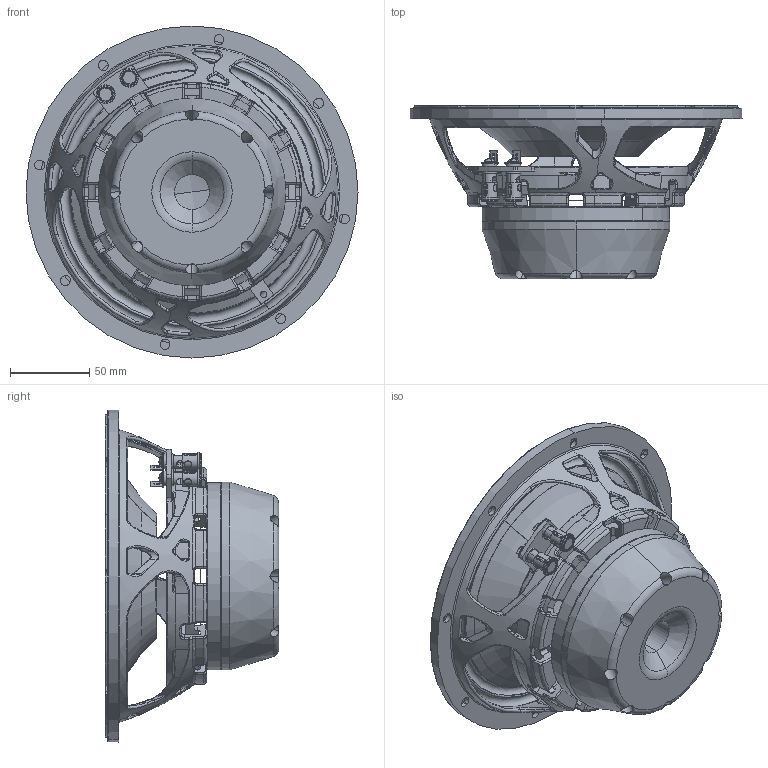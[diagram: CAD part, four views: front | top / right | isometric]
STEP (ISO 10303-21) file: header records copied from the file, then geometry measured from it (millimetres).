
FILE_DESCRIPTION (( 'STEP AP203' ), '1' );
FILE_NAME ('263-81NPMX8-Redcatt.STEP', '2023-04-13T03:02:40', ( '微软用户' ), ( '微软中国' ), 'SwSTEP 2.0', 'SolidWorks 2020', '' );
FILE_SCHEMA (( 'CONFIG_CONTROL_DESIGN' ));
Length unit declared in the file: millimetre
Products named in the file (1): 263-81NPMX8-Redcatt
Bounding box: 210 x 109.67 x 210 mm (x, y, z)
Surface area: 225538.3 mm2 (no closed solid volume)
Topology: 0 solids, 28 shells, 963 faces, 3264 edges, 2182 vertices
Faces by surface type: bspline 383, cylinder 226, plane 154, torus 127, cone 59, sphere 14
Entity records: 67673 total; most frequent: CARTESIAN_POINT 42949, ORIENTED_EDGE 5621, DIRECTION 4181, EDGE_CURVE 3264, VERTEX_POINT 2182, AXIS2_PLACEMENT_3D 1706, B_SPLINE_CURVE_WITH_KNOTS 1258, CIRCLE 1125
